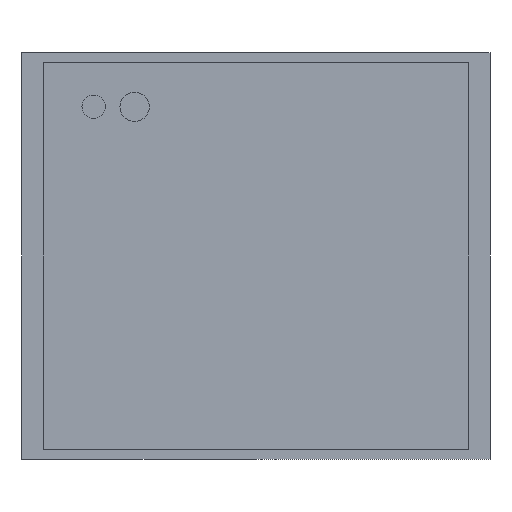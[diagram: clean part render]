
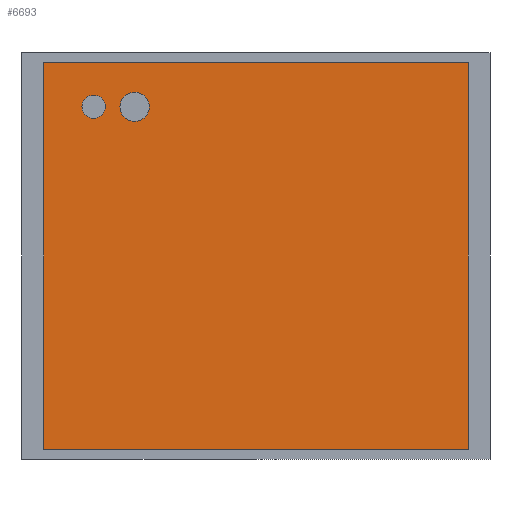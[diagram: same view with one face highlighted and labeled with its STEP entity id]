
A CAD part, front view. The second image highlights one B-rep face of the part: STEP entity #6693.
In plain terms, the highlighted planar face has unit normal (0, -1, 0).
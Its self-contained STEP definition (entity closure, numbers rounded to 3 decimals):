
#89=FACE_BOUND('',#640,.T.);
#90=FACE_BOUND('',#641,.T.);
#101=CIRCLE('',#7134,20.);
#103=CIRCLE('',#7138,25.);
#235=FACE_OUTER_BOUND('',#639,.T.);
#639=EDGE_LOOP('',(#4514,#4515,#4516,#4517));
#640=EDGE_LOOP('',(#4518));
#641=EDGE_LOOP('',(#4519));
#1078=LINE('',#9553,#1963);
#1080=LINE('',#9557,#1965);
#1082=LINE('',#9561,#1967);
#1084=LINE('',#9564,#1969);
#1963=VECTOR('',#7709,10.);
#1965=VECTOR('',#7713,10.);
#1967=VECTOR('',#7717,10.);
#1969=VECTOR('',#7721,10.);
#2810=VERTEX_POINT('',#9479);
#2812=VERTEX_POINT('',#9486);
#2833=VERTEX_POINT('',#9550);
#2834=VERTEX_POINT('',#9552);
#2835=VERTEX_POINT('',#9556);
#2836=VERTEX_POINT('',#9560);
#3457=EDGE_CURVE('',#2810,#2810,#101,.T.);
#3460=EDGE_CURVE('',#2812,#2812,#103,.T.);
#3490=EDGE_CURVE('',#2834,#2833,#1078,.T.);
#3492=EDGE_CURVE('',#2835,#2834,#1080,.T.);
#3494=EDGE_CURVE('',#2836,#2835,#1082,.T.);
#3496=EDGE_CURVE('',#2833,#2836,#1084,.T.);
#4514=ORIENTED_EDGE('',*,*,#3496,.T.);
#4515=ORIENTED_EDGE('',*,*,#3494,.T.);
#4516=ORIENTED_EDGE('',*,*,#3492,.T.);
#4517=ORIENTED_EDGE('',*,*,#3490,.T.);
#4518=ORIENTED_EDGE('',*,*,#3457,.T.);
#4519=ORIENTED_EDGE('',*,*,#3460,.T.);
#6327=PLANE('',#7155);
#6693=ADVANCED_FACE('',(#235,#89,#90),#6327,.T.);
#7134=AXIS2_PLACEMENT_3D('',#9481,#7643,#7644);
#7138=AXIS2_PLACEMENT_3D('',#9488,#7652,#7653);
#7155=AXIS2_PLACEMENT_3D('',#9565,#7722,#7723);
#7643=DIRECTION('center_axis',(0.,1.,0.));
#7644=DIRECTION('ref_axis',(1.,0.,0.));
#7652=DIRECTION('center_axis',(0.,1.,0.));
#7653=DIRECTION('ref_axis',(1.,0.,0.));
#7709=DIRECTION('',(1.,0.,0.));
#7713=DIRECTION('',(0.,0.,-1.));
#7717=DIRECTION('',(-1.,0.,0.));
#7721=DIRECTION('',(0.,0.,1.));
#7722=DIRECTION('center_axis',(0.,-1.,0.));
#7723=DIRECTION('ref_axis',(0.,0.,-1.));
#9479=CARTESIAN_POINT('',(-297.5,-370.,255.));
#9481=CARTESIAN_POINT('Origin',(-277.5,-370.,255.));
#9486=CARTESIAN_POINT('',(-232.5,-370.,255.));
#9488=CARTESIAN_POINT('Origin',(-207.5,-370.,255.));
#9550=CARTESIAN_POINT('',(362.5,-370.,-330.));
#9552=CARTESIAN_POINT('',(-362.5,-370.,-330.));
#9553=CARTESIAN_POINT('',(362.5,-370.,-330.));
#9556=CARTESIAN_POINT('',(-362.5,-370.,330.));
#9557=CARTESIAN_POINT('',(-362.5,-370.,-330.));
#9560=CARTESIAN_POINT('',(362.5,-370.,330.));
#9561=CARTESIAN_POINT('',(-362.5,-370.,330.));
#9564=CARTESIAN_POINT('',(362.5,-370.,330.));
#9565=CARTESIAN_POINT('Origin',(0.,-370.,0.));
